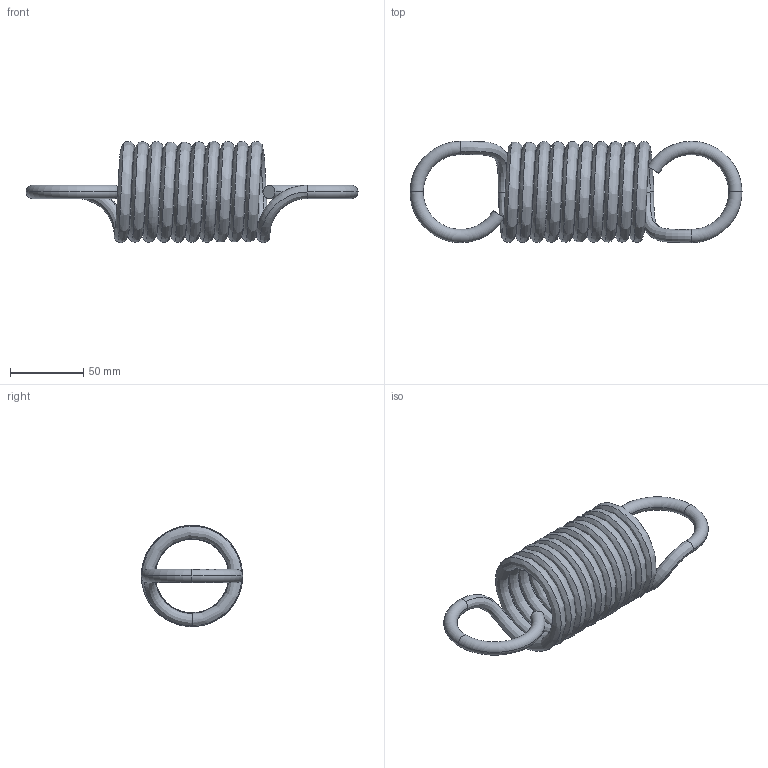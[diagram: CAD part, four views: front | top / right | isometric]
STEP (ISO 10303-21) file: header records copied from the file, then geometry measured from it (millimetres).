
FILE_DESCRIPTION (( 'STEP AP214' ), '1' );
FILE_NAME ('5-Spring.step', '2023-06-15T00:34:03', ( '' ), ( '' ), 'SwSTEP 2.0', 'SolidWorks 2022', '' );
FILE_SCHEMA (( 'AUTOMOTIVE_DESIGN' ));
Length unit declared in the file: millimetre
Products named in the file (1): 5-Spring
Bounding box: 226 x 69 x 68.96 mm (x, y, z)
Volume: 144186.8 mm3; surface area: 64211.9 mm2
Topology: 1 solids, 1 shells, 16 faces, 40 edges, 26 vertices
Faces by surface type: torus 8, bspline 6, plane 2
Entity records: 7260 total; most frequent: CARTESIAN_POINT 6883, ORIENTED_EDGE 80, DIRECTION 66, EDGE_CURVE 40, AXIS2_PLACEMENT_3D 33, VERTEX_POINT 26, CIRCLE 22, ADVANCED_FACE 16
